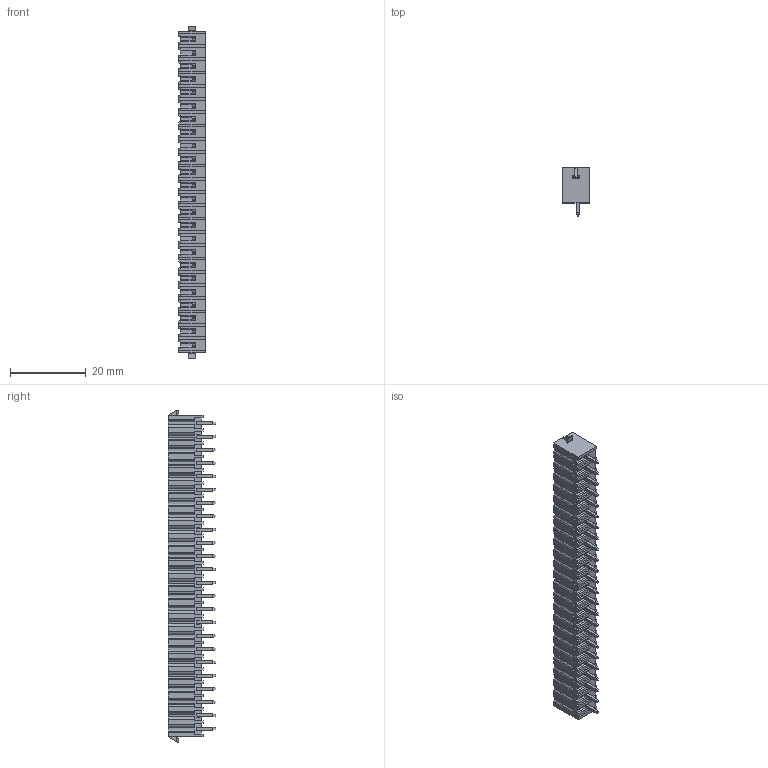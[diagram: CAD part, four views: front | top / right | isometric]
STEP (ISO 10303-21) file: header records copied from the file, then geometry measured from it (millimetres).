
FILE_DESCRIPTION((''),'2;1');
FILE_NAME('PRT0002','2024-10-12T',('sheji'),(''),'PRO/ENGINEER BY PARAMETRIC TECHNOLOGY CORPORATION, 2015240','PRO/ENGINEER BY PARAMETRIC TECHNOLOGY CORPORATION, 2015240','');
FILE_SCHEMA(('CONFIG_CONTROL_DESIGN'));
Length unit declared in the file: millimetre
Products named in the file (1): PRT0002
Bounding box: 7 x 12.6 x 87.5 mm (x, y, z)
Volume: 2360.8 mm3; surface area: 7380.1 mm2
Topology: 1 solids, 1 shells, 1492 faces, 4056 edges, 2640 vertices
Faces by surface type: plane 1226, cylinder 218, cone 48
Entity records: 46362 total; most frequent: CARTESIAN_POINT 8740, ORIENTED_EDGE 8112, DIRECTION 7240, EDGE_CURVE 4056, VECTOR 3472, LINE 3472, VERTEX_POINT 2640, AXIS2_PLACEMENT_3D 1884
